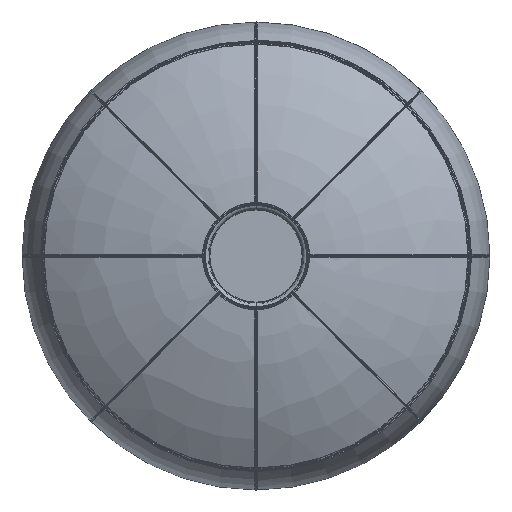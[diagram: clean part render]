
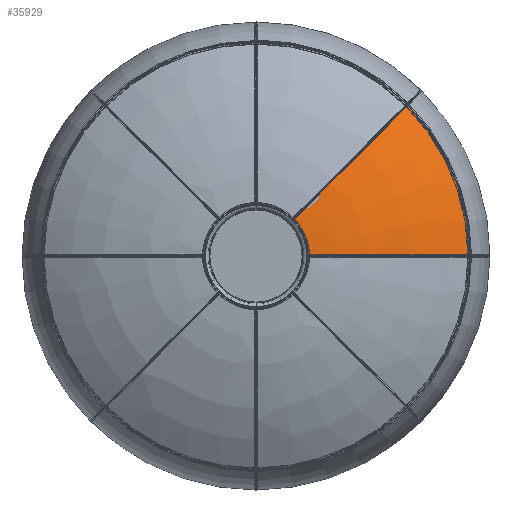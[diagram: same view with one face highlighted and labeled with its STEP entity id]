
A CAD part, front view. The second image highlights one B-rep face of the part: STEP entity #35929.
In plain terms, the highlighted toroidal (fillet/blend) face has major radius 58.583 mm and minor radius 570 mm.
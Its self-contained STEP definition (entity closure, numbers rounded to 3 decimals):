
#213 = AXIS2_PLACEMENT_3D ( 'NONE', #36822, #36953, #8111 ) ;
#872 = CARTESIAN_POINT ( 'NONE',  ( 139.753, -197.958, 2.004 ) ) ;
#1001 = CARTESIAN_POINT ( 'NONE',  ( 90.015, -202.866, 2.002 ) ) ;
#3745 = CARTESIAN_POINT ( 'NONE',  ( 133.562, -198.814, 2.004 ) ) ;
#4349 = DIRECTION ( 'NONE',  ( -0.707, 0., -0.707 ) ) ;
#5027 = CARTESIAN_POINT ( 'NONE',  ( 185.249, -167.111, 182.413 ) ) ;
#5531 = CARTESIAN_POINT ( 'NONE',  ( 121.958, -192.652, 119.123 ) ) ;
#5654 = CARTESIAN_POINT ( 'NONE',  ( 248.368, -124.066, 245.531 ) ) ;
#6159 = CARTESIAN_POINT ( 'NONE',  ( 263.388, -110.826, 260.552 ) ) ;
#6221 = AXIS2_PLACEMENT_3D ( 'NONE', #24772, #21991, #7427 ) ;
#6658 = CARTESIAN_POINT ( 'NONE',  ( 316.566, -142.159, 2.006 ) ) ;
#6902 = CARTESIAN_POINT ( 'NONE',  ( 294.246, -152.881, 2.006 ) ) ;
#6906 = EDGE_LOOP ( 'NONE', ( #19982, #26905, #17045, #14312 ) ) ;
#7004 = CARTESIAN_POINT ( 'NONE',  ( 0., -202.866, 0. ) ) ;
#7427 = DIRECTION ( 'NONE',  ( 0.707, 0., 0.707 ) ) ;
#8111 = DIRECTION ( 'NONE',  ( -0.707, 0., -0.707 ) ) ;
#8377 = VERTEX_POINT ( 'NONE', #32169 ) ;
#8455 = CARTESIAN_POINT ( 'NONE',  ( 128.453, -190.734, 125.618 ) ) ;
#8827 = CARTESIAN_POINT ( 'NONE',  ( 209.456, -152.898, 206.62 ) ) ;
#9087 = VERTEX_POINT ( 'NONE', #31848 ) ;
#9328 = CARTESIAN_POINT ( 'NONE',  ( 282.938, -157.866, 2.006 ) ) ;
#9447 = CARTESIAN_POINT ( 'NONE',  ( 359.955, -117.584, 2.006 ) ) ;
#9698 = CARTESIAN_POINT ( 'NONE',  ( 176.687, -191.371, 2.005 ) ) ;
#11332 = CARTESIAN_POINT ( 'NONE',  ( 151.999, -182.571, 149.164 ) ) ;
#11957 = CARTESIAN_POINT ( 'NONE',  ( 242.639, -128.779, 239.803 ) ) ;
#12214 = CARTESIAN_POINT ( 'NONE',  ( 248.426, -171.331, 2.005 ) ) ;
#13995 = CARTESIAN_POINT ( 'NONE',  ( 73.904, -202.176, 71.071 ) ) ;
#14125 = CARTESIAN_POINT ( 'NONE',  ( 100.219, -198.065, 97.385 ) ) ;
#14251 = CARTESIAN_POINT ( 'NONE',  ( 177.041, -171.351, 174.205 ) ) ;
#14312 = ORIENTED_EDGE ( 'NONE', *, *, #15296, .F. ) ;
#14504 = CARTESIAN_POINT ( 'NONE',  ( 250.269, -122.463, 247.432 ) ) ;
#14520 = VERTEX_POINT ( 'NONE', #28364 ) ;
#15133 = CARTESIAN_POINT ( 'NONE',  ( 224.927, -179.06, 2.005 ) ) ;
#15267 = CARTESIAN_POINT ( 'NONE',  ( 351.938, -122.457, 2.006 ) ) ;
#15296 = EDGE_CURVE ( 'NONE', #9087, #14520, #25788, .T. ) ;
#15387 = CARTESIAN_POINT ( 'NONE',  ( 167.495, -193.239, 2.005 ) ) ;
#15515 = CARTESIAN_POINT ( 'NONE',  ( 213.029, -182.55, 2.005 ) ) ;
#16133 = EDGE_CURVE ( 'NONE', #14520, #8377, #24833, .T. ) ;
#17045 = ORIENTED_EDGE ( 'NONE', *, *, #16133, .F. ) ;
#17884 = CIRCLE ( 'NONE', #213, 370.487 ) ;
#18060 = CARTESIAN_POINT ( 'NONE',  ( 179.746, -190.714, 2.005 ) ) ;
#18183 = CARTESIAN_POINT ( 'NONE',  ( 158.278, -194.981, 2.004 ) ) ;
#18309 = CARTESIAN_POINT ( 'NONE',  ( 341.153, -128.771, 2.006 ) ) ;
#18634 = TOROIDAL_SURFACE ( 'NONE', #6221, 58.583, 570. ) ;
#18670 = DIRECTION ( 'NONE',  ( 0., -1., 0. ) ) ;
#18901 = B_SPLINE_CURVE_WITH_KNOTS ( 'NONE', 3,
 ( #22751, #13995, #25655, #14125, #22888, #34013, #5531, #25767, #8455, #25397, #28691, #11332, #31614, #14251, #5027, #36899, #8827, #28945, #29073, #11957, #31988, #5654, #14504, #20339, #25902, #26145 ),
 .UNSPECIFIED., .F., .F.,
 ( 4, 2, 2, 2, 2, 2, 2, 2, 2, 2, 2, 2, 4 ),
 ( 0., 0.037, 0.075, 0.084, 0.094, 0.112, 0.15, 0.187, 0.225, 0.262, 0.271, 0.281, 0.299 ),
 .UNSPECIFIED. ) ;
#19982 = ORIENTED_EDGE ( 'NONE', *, *, #29283, .F. ) ;
#20339 = CARTESIAN_POINT ( 'NONE',  ( 255.941, -117.588, 253.104 ) ) ;
#20720 = EDGE_CURVE ( 'NONE', #8377, #23833, #18901, .T. ) ;
#21991 = DIRECTION ( 'NONE',  ( 0., -1., 0. ) ) ;
#22751 = CARTESIAN_POINT ( 'NONE',  ( 65.066, -202.866, 62.234 ) ) ;
#22888 = CARTESIAN_POINT ( 'NONE',  ( 108.939, -196.154, 106.104 ) ) ;
#23748 = CARTESIAN_POINT ( 'NONE',  ( 349.251, -124.06, 2.006 ) ) ;
#23833 = VERTEX_POINT ( 'NONE', #6159 ) ;
#23870 = CARTESIAN_POINT ( 'NONE',  ( 170.562, -192.633, 2.005 ) ) ;
#23990 = CARTESIAN_POINT ( 'NONE',  ( 114.955, -201.076, 2.003 ) ) ;
#24245 = CARTESIAN_POINT ( 'NONE',  ( 327.578, -136.422, 2.006 ) ) ;
#24772 = CARTESIAN_POINT ( 'NONE',  ( 0., 366.265, 0. ) ) ;
#24833 = CIRCLE ( 'NONE', #36499, 90.038 ) ;
#25397 = CARTESIAN_POINT ( 'NONE',  ( 134.926, -188.692, 132.09 ) ) ;
#25655 = CARTESIAN_POINT ( 'NONE',  ( 82.701, -201.076, 79.868 ) ) ;
#25767 = CARTESIAN_POINT ( 'NONE',  ( 126.288, -191.391, 123.453 ) ) ;
#25788 = B_SPLINE_CURVE_WITH_KNOTS ( 'NONE', 3,
 ( #32728, #32855, #9447, #15267, #23748, #27012, #18309, #24245, #6658, #6902, #9328, #29573, #12214, #15133, #15515, #35500, #35390, #18060, #9698, #23870, #15387, #18183, #35759, #872, #3745, #23990, #26883, #1001 ),
 .UNSPECIFIED., .F., .F.,
 ( 4, 2, 2, 2, 2, 2, 2, 2, 2, 2, 2, 2, 2, 4 ),
 ( 0., 0.019, 0.028, 0.038, 0.075, 0.113, 0.15, 0.188, 0.206, 0.216, 0.225, 0.244, 0.263, 0.3 ),
 .UNSPECIFIED. ) ;
#25902 = CARTESIAN_POINT ( 'NONE',  ( 259.684, -114.25, 256.848 ) ) ;
#26145 = CARTESIAN_POINT ( 'NONE',  ( 263.388, -110.826, 260.552 ) ) ;
#26883 = CARTESIAN_POINT ( 'NONE',  ( 102.507, -202.176, 2.003 ) ) ;
#26905 = ORIENTED_EDGE ( 'NONE', *, *, #20720, .F. ) ;
#27012 = CARTESIAN_POINT ( 'NONE',  ( 343.859, -127.216, 2.006 ) ) ;
#28364 = CARTESIAN_POINT ( 'NONE',  ( 90.015, -202.866, 2.002 ) ) ;
#28691 = CARTESIAN_POINT ( 'NONE',  ( 139.214, -187.233, 136.379 ) ) ;
#28945 = CARTESIAN_POINT ( 'NONE',  ( 225.246, -142.172, 222.409 ) ) ;
#29073 = CARTESIAN_POINT ( 'NONE',  ( 233.036, -136.433, 230.199 ) ) ;
#29283 = EDGE_CURVE ( 'NONE', #23833, #9087, #17884, .T. ) ;
#29573 = CARTESIAN_POINT ( 'NONE',  ( 260.028, -167.091, 2.005 ) ) ;
#31614 = CARTESIAN_POINT ( 'NONE',  ( 160.416, -179.081, 157.58 ) ) ;
#31848 = CARTESIAN_POINT ( 'NONE',  ( 370.481, -110.826, 2.006 ) ) ;
#31988 = CARTESIAN_POINT ( 'NONE',  ( 244.553, -127.224, 241.717 ) ) ;
#32169 = CARTESIAN_POINT ( 'NONE',  ( 65.066, -202.866, 62.234 ) ) ;
#32728 = CARTESIAN_POINT ( 'NONE',  ( 370.481, -110.826, 2.006 ) ) ;
#32855 = CARTESIAN_POINT ( 'NONE',  ( 365.246, -114.249, 2.006 ) ) ;
#34013 = CARTESIAN_POINT ( 'NONE',  ( 119.79, -193.257, 116.955 ) ) ;
#35390 = CARTESIAN_POINT ( 'NONE',  ( 188.896, -188.671, 2.005 ) ) ;
#35500 = CARTESIAN_POINT ( 'NONE',  ( 194.957, -187.213, 2.005 ) ) ;
#35759 = CARTESIAN_POINT ( 'NONE',  ( 152.114, -196.041, 2.004 ) ) ;
#35929 = ADVANCED_FACE ( 'NONE', ( #37154 ), #18634, .T. ) ;
#36499 = AXIS2_PLACEMENT_3D ( 'NONE', #7004, #18670, #4349 ) ;
#36822 = CARTESIAN_POINT ( 'NONE',  ( 0., -110.826, 0. ) ) ;
#36899 = CARTESIAN_POINT ( 'NONE',  ( 201.456, -157.884, 198.62 ) ) ;
#36953 = DIRECTION ( 'NONE',  ( 0., 1., 0. ) ) ;
#37154 = FACE_OUTER_BOUND ( 'NONE', #6906, .T. ) ;
